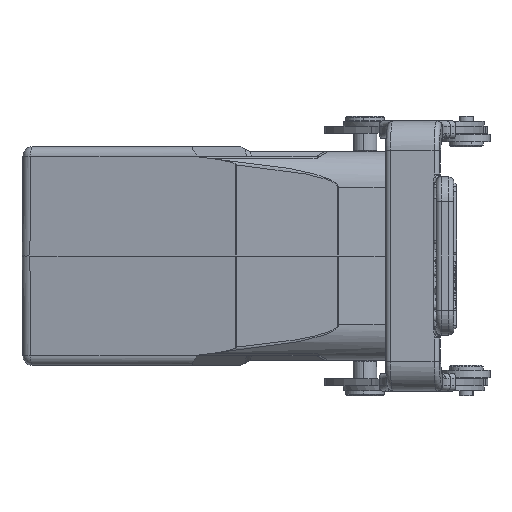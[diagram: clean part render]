
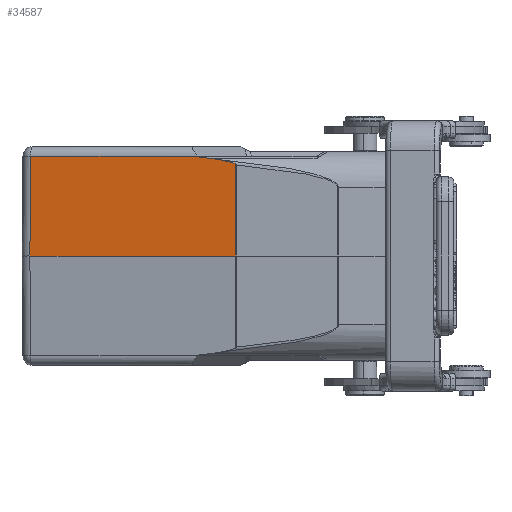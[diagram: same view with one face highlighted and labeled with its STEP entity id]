
A CAD part, left-side view. The second image highlights one B-rep face of the part: STEP entity #34587.
In plain terms, the highlighted planar face has unit normal (-0.982, 0.191, 0.009).
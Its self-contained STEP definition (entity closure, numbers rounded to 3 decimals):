
#4134=CARTESIAN_POINT('',(-43.861,3.676,19.818));
#4135=CARTESIAN_POINT('',(-43.815,3.912,19.855));
#4136=CARTESIAN_POINT('',(-43.724,4.38,19.928));
#4137=CARTESIAN_POINT('',(-43.582,5.101,20.035));
#4138=CARTESIAN_POINT('',(-43.487,5.586,20.103));
#4139=CARTESIAN_POINT('',(-43.44,5.83,20.136));
#4249=DIRECTION('',(-0.191,-0.982,0.));
#4250=VECTOR('',#4249,43.124);
#4251=CARTESIAN_POINT('',(-36.514,42.382,
0.));
#4252=LINE('',#4251,#4250);
#4770=DIRECTION('',(0.191,0.982,0.));
#4771=VECTOR('',#4770,34.889);
#4772=CARTESIAN_POINT('',(-43.023,7.954,20.517));
#4773=LINE('',#4772,#4771);
#4779=DIRECTION('',(0.007,-0.009,1.));
#4780=VECTOR('',#4779,20.519);
#4781=CARTESIAN_POINT('',(-36.514,42.382,
0.));
#4782=LINE('',#4781,#4780);
#4783=DIRECTION('',(-0.13,-0.634,-0.763));
#4784=VECTOR('',#4783,0.221);
#4785=CARTESIAN_POINT('',(-43.023,7.954,20.517));
#4786=LINE('',#4785,#4784);
#4798=DIRECTION('',(0.009,-0.001,1.));
#4799=VECTOR('',#4798,18.832);
#4800=CARTESIAN_POINT('',(-44.742,0.05,
0.));
#4801=LINE('',#4800,#4799);
#4814=CARTESIAN_POINT('',(-44.58,0.023,
18.831));
#4815=CARTESIAN_POINT('',(-44.57,0.073,
18.886));
#4816=CARTESIAN_POINT('',(-44.543,0.206,
18.973));
#4817=CARTESIAN_POINT('',(-44.493,0.458,
19.084));
#4818=CARTESIAN_POINT('',(-44.425,0.804,
19.208));
#4819=CARTESIAN_POINT('',(-44.375,1.059,19.281));
#4820=CARTESIAN_POINT('',(-44.318,1.346,19.357));
#4821=CARTESIAN_POINT('',(-44.252,1.681,19.438));
#4822=CARTESIAN_POINT('',(-44.176,2.069,19.524));
#4823=CARTESIAN_POINT('',(-44.087,2.521,19.616));
#4824=CARTESIAN_POINT('',(-43.985,3.043,19.713));
#4825=CARTESIAN_POINT('',(-43.904,3.458,19.783));
#4826=CARTESIAN_POINT('',(-43.861,3.676,19.818));
#5036=CARTESIAN_POINT('',(-43.44,5.83,20.136));
#5037=CARTESIAN_POINT('',(-43.311,6.489,20.227));
#5038=CARTESIAN_POINT('',(-43.181,7.151,20.296));
#5039=CARTESIAN_POINT('',(-43.052,7.814,20.349));
#22004=CARTESIAN_POINT('',(-44.742,0.05,
0.));
#22005=CARTESIAN_POINT('',(-44.58,0.023,
18.831));
#22006=VERTEX_POINT('',#22004);
#22007=VERTEX_POINT('',#22005);
#22008=CARTESIAN_POINT('',(-36.514,42.382,
0.));
#22009=VERTEX_POINT('',#22008);
#22010=CARTESIAN_POINT('',(-36.366,42.203,
20.517));
#22011=VERTEX_POINT('',#22010);
#22012=CARTESIAN_POINT('',(-43.023,7.954,
20.517));
#22013=VERTEX_POINT('',#22012);
#22014=CARTESIAN_POINT('',(-43.052,7.814,20.349));
#22015=VERTEX_POINT('',#22014);
#22016=VERTEX_POINT('',#5036);
#22017=VERTEX_POINT('',#4134);
#34568=CARTESIAN_POINT('',(-46.119,-7.035,0.));
#34569=DIRECTION('',(-0.982,0.191,0.009));
#34570=DIRECTION('',(-0.191,-0.982,0.));
#34571=AXIS2_PLACEMENT_3D('',#34568,#34569,#34570);
#34572=PLANE('',#34571);
#34574=ORIENTED_EDGE('',*,*,#34573,.F.);
#34575=ORIENTED_EDGE('',*,*,#33883,.F.);
#34577=ORIENTED_EDGE('',*,*,#34576,.T.);
#34578=ORIENTED_EDGE('',*,*,#34559,.F.);
#34579=ORIENTED_EDGE('',*,*,#34501,.T.);
#34581=ORIENTED_EDGE('',*,*,#34580,.F.);
#34582=ORIENTED_EDGE('',*,*,#33693,.F.);
#34584=ORIENTED_EDGE('',*,*,#34583,.F.);
#34585=EDGE_LOOP('',(#34574,#34575,#34577,#34578,#34579,#34581,#34582,#34584));
#34586=FACE_OUTER_BOUND('',#34585,.F.);
#34587=ADVANCED_FACE('',(#34586),#34572,.T.);
#4140=B_SPLINE_CURVE_WITH_KNOTS('',3,(#4134,#4135,#4136,#4137,#4138,#4139),
.UNSPECIFIED.,.F.,.F.,(4,1,1,4),(0.,0.333,0.667,1.),
.UNSPECIFIED.);
#4827=B_SPLINE_CURVE_WITH_KNOTS('',3,(#4814,#4815,#4816,#4817,#4818,#4819,#4820,
#4821,#4822,#4823,#4824,#4825,#4826),.UNSPECIFIED.,.F.,.F.,(4,1,1,1,1,1,1,1,1,1,
4),(0.,0.1,0.2,0.3,0.4,0.5,0.6,0.7,0.8,0.9,1.),
.UNSPECIFIED.);
#5040=B_SPLINE_CURVE_WITH_KNOTS('',3,(#5036,#5037,#5038,#5039),.UNSPECIFIED.,
.F.,.F.,(4,4),(0.,1.),.UNSPECIFIED.);
#33693=EDGE_CURVE('',#22017,#22016,#4140,.T.);
#33883=EDGE_CURVE('',#22009,#22006,#4252,.T.);
#34501=EDGE_CURVE('',#22013,#22015,#4786,.T.);
#34559=EDGE_CURVE('',#22013,#22011,#4773,.T.);
#34573=EDGE_CURVE('',#22006,#22007,#4801,.T.);
#34576=EDGE_CURVE('',#22009,#22011,#4782,.T.);
#34580=EDGE_CURVE('',#22016,#22015,#5040,.T.);
#34583=EDGE_CURVE('',#22007,#22017,#4827,.T.);
